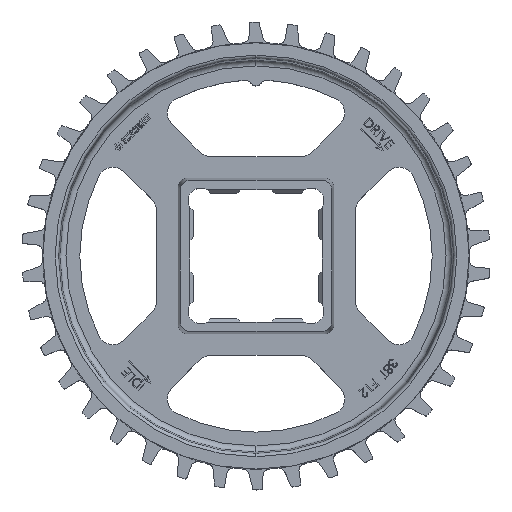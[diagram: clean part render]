
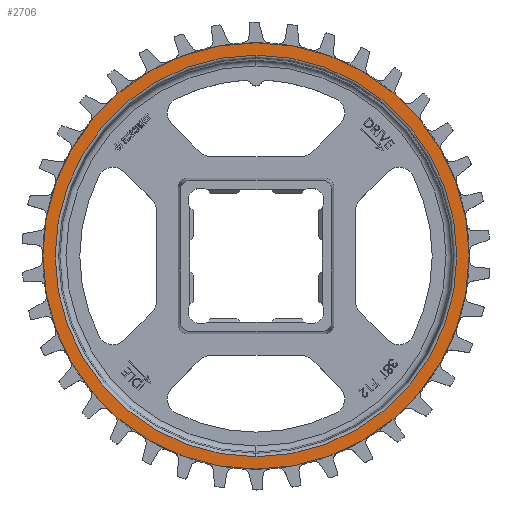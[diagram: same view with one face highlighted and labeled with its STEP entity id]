
A CAD part, top view. The second image highlights one B-rep face of the part: STEP entity #2706.
In plain terms, the highlighted planar face has unit normal (0, 0, 1).
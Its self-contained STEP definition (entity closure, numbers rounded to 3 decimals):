
#496 = CARTESIAN_POINT ( 'NONE',  ( 0., 65.154, 12.5 ) ) ;
#1509 = DIRECTION ( 'NONE',  ( 1., 0., 0. ) ) ;
#1715 = DIRECTION ( 'NONE',  ( 1., 0., 0. ) ) ;
#2516 = DIRECTION ( 'NONE',  ( 0., 0., 1. ) ) ;
#2706 = ADVANCED_FACE ( 'NONE', ( #30962, #26134 ), #31125, .T. ) ;
#3637 = DIRECTION ( 'NONE',  ( 0., 0., -1. ) ) ;
#4139 = DIRECTION ( 'NONE',  ( 0., 0., 1. ) ) ;
#4457 = ORIENTED_EDGE ( 'NONE', *, *, #25849, .T. ) ;
#5373 = ORIENTED_EDGE ( 'NONE', *, *, #16701, .T. ) ;
#5844 = VERTEX_POINT ( 'NONE', #14684 ) ;
#6022 = AXIS2_PLACEMENT_3D ( 'NONE', #27935, #4139, #30179 ) ;
#7975 = EDGE_LOOP ( 'NONE', ( #4457, #5373 ) ) ;
#7997 = CARTESIAN_POINT ( 'NONE',  ( 0., 0., 12.5 ) ) ;
#10590 = AXIS2_PLACEMENT_3D ( 'NONE', #20091, #20760, #22824 ) ;
#12947 = ORIENTED_EDGE ( 'NONE', *, *, #16297, .T. ) ;
#14684 = CARTESIAN_POINT ( 'NONE',  ( -69.157, 0., 12.5 ) ) ;
#15665 = AXIS2_PLACEMENT_3D ( 'NONE', #24807, #29969, #1509 ) ;
#16297 = EDGE_CURVE ( 'NONE', #28840, #30399, #22262, .T. ) ;
#16701 = EDGE_CURVE ( 'NONE', #18617, #5844, #23859, .T. ) ;
#16969 = DIRECTION ( 'NONE',  ( 0., 1., 0. ) ) ;
#18256 = CARTESIAN_POINT ( 'NONE',  ( 69.157, 0., 12.5 ) ) ;
#18617 = VERTEX_POINT ( 'NONE', #18256 ) ;
#18663 = ORIENTED_EDGE ( 'NONE', *, *, #28139, .T. ) ;
#19339 = CIRCLE ( 'NONE', #10590, 65.154 ) ;
#20091 = CARTESIAN_POINT ( 'NONE',  ( 0., 0., 12.5 ) ) ;
#20760 = DIRECTION ( 'NONE',  ( 0., 0., -1. ) ) ;
#22226 = AXIS2_PLACEMENT_3D ( 'NONE', #7997, #2516, #1715 ) ;
#22262 = CIRCLE ( 'NONE', #26651, 65.154 ) ;
#22824 = DIRECTION ( 'NONE',  ( 0., 1., 0. ) ) ;
#23859 = CIRCLE ( 'NONE', #15665, 69.157 ) ;
#24807 = CARTESIAN_POINT ( 'NONE',  ( 0., 0., 12.5 ) ) ;
#25849 = EDGE_CURVE ( 'NONE', #5844, #18617, #31725, .T. ) ;
#26134 = FACE_OUTER_BOUND ( 'NONE', #7975, .T. ) ;
#26651 = AXIS2_PLACEMENT_3D ( 'NONE', #30346, #3637, #16969 ) ;
#27935 = CARTESIAN_POINT ( 'NONE',  ( 0., 0., 12.5 ) ) ;
#28139 = EDGE_CURVE ( 'NONE', #30399, #28840, #19339, .T. ) ;
#28840 = VERTEX_POINT ( 'NONE', #496 ) ;
#29969 = DIRECTION ( 'NONE',  ( 0., 0., 1. ) ) ;
#30179 = DIRECTION ( 'NONE',  ( 1., 0., 0. ) ) ;
#30346 = CARTESIAN_POINT ( 'NONE',  ( 0., 0., 12.5 ) ) ;
#30399 = VERTEX_POINT ( 'NONE', #31495 ) ;
#30962 = FACE_BOUND ( 'NONE', #33178, .T. ) ;
#31125 = PLANE ( 'NONE',  #22226 ) ;
#31495 = CARTESIAN_POINT ( 'NONE',  ( 0., -65.154, 12.5 ) ) ;
#31725 = CIRCLE ( 'NONE', #6022, 69.157 ) ;
#33178 = EDGE_LOOP ( 'NONE', ( #12947, #18663 ) ) ;
